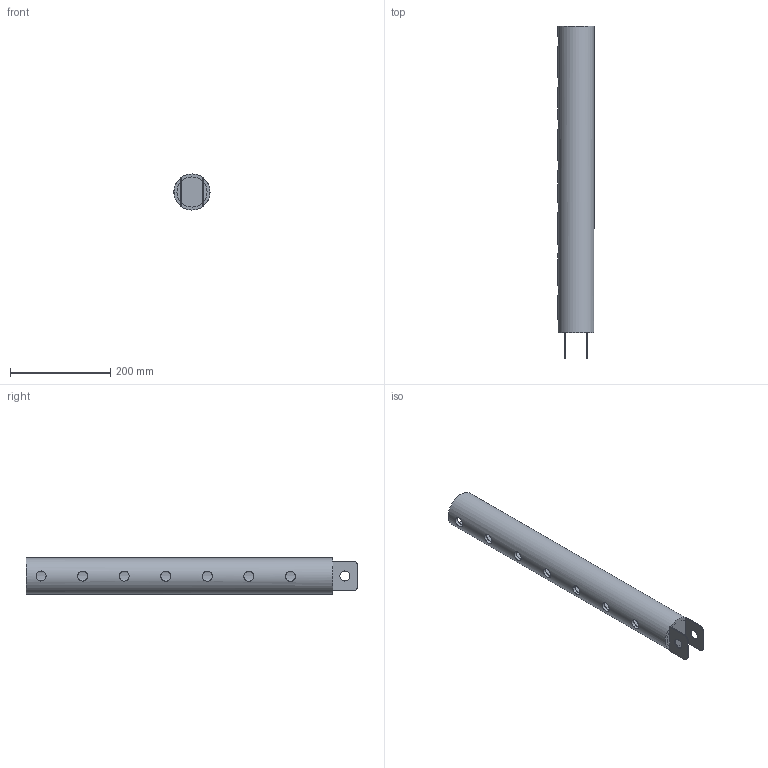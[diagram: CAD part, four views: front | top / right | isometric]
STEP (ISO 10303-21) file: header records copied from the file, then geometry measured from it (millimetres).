
FILE_DESCRIPTION(/* description */ (''),/* implementation_level */ '2;1');
FILE_NAME(/* name */ 'Part5.step',/* time_stamp */ '2023-12-15T18:34:24+05:30',/* author */ (''),/* organization */ (''),/* preprocessor_version */ 'ST-DEVELOPER v20',/* originating_system */ 'Autodesk Translation Framework v12.14.0.127',/* authorisation */ '');
FILE_SCHEMA (('AUTOMOTIVE_DESIGN { 1 0 10303 214 3 1 1 }'));
Length unit declared in the file: millimetre
Products named in the file (1): Part5
Bounding box: 72 x 662.5 x 72 mm (x, y, z)
Volume: 760356.5 mm3; surface area: 271232.2 mm2
Topology: 1 solids, 1 shells, 34 faces, 111 edges, 80 vertices
Faces by surface type: plane 19, cylinder 15
Full cylindrical faces by diameter (mm): 20 x9, 60 x1, 72 x1
Entity records: 1781 total; most frequent: CARTESIAN_POINT 775, ORIENTED_EDGE 222, DIRECTION 165, EDGE_CURVE 111, VERTEX_POINT 80, AXIS2_PLACEMENT_3D 59, EDGE_LOOP 53, LINE 47
